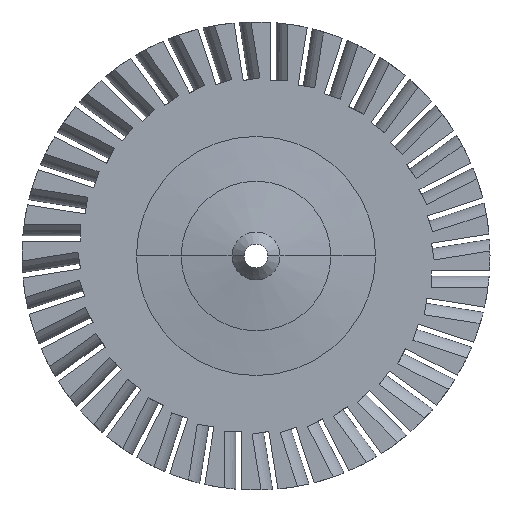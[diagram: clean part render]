
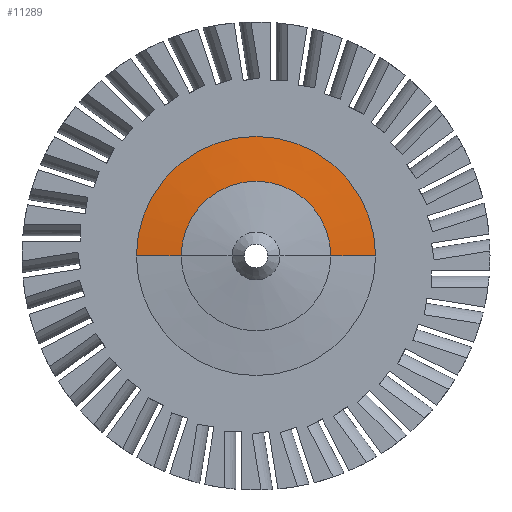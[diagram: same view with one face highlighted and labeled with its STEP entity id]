
A CAD part, front view. The second image highlights one B-rep face of the part: STEP entity #11289.
In plain terms, the highlighted conical face has half-angle 83.875 degrees and reference radius 31.75 mm.
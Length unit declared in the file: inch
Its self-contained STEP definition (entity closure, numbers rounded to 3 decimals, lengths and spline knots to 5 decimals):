
#287 = EDGE_CURVE ( 'NONE', #7276, #17376, #2011, .T. ) ;
#2011 = CIRCLE ( 'NONE', #19796, 2. ) ;
#2548 = CIRCLE ( 'NONE', #19633, 1.25 ) ;
#3661 = ORIENTED_EDGE ( 'NONE', *, *, #10192, .T. ) ;
#3861 = ORIENTED_EDGE ( 'NONE', *, *, #13878, .F. ) ;
#4418 = CARTESIAN_POINT ( 'NONE',  ( 1.25, -0.39298, 0. ) ) ;
#4602 = AXIS2_PLACEMENT_3D ( 'NONE', #14875, #16894, #20006 ) ;
#4630 = CARTESIAN_POINT ( 'NONE',  ( 0., -0.39298, 0. ) ) ;
#4907 = CARTESIAN_POINT ( 'NONE',  ( 2., -0.3125, 0. ) ) ;
#7276 = VERTEX_POINT ( 'NONE', #4907 ) ;
#8707 = VECTOR ( 'NONE', #11950, 39.37008 ) ;
#10192 = EDGE_CURVE ( 'NONE', #10930, #7276, #11664, .T. ) ;
#10271 = VECTOR ( 'NONE', #20256, 39.37008 ) ;
#10743 = CARTESIAN_POINT ( 'NONE',  ( -2., -0.3125, 0. ) ) ;
#10930 = VERTEX_POINT ( 'NONE', #4418 ) ;
#11289 = ADVANCED_FACE ( 'NONE', ( #11528 ), #11376, .T. ) ;
#11376 = CONICAL_SURFACE ( 'NONE', #4602, 1.25, 1.464 ) ;
#11441 = DIRECTION ( 'NONE',  ( 0., -1., 0. ) ) ;
#11528 = FACE_OUTER_BOUND ( 'NONE', #18432, .T. ) ;
#11664 = LINE ( 'NONE', #20594, #10271 ) ;
#11894 = ORIENTED_EDGE ( 'NONE', *, *, #17664, .F. ) ;
#11950 = DIRECTION ( 'NONE',  ( -0.994, 0.107, 0. ) ) ;
#12285 = LINE ( 'NONE', #19079, #8707 ) ;
#12999 = DIRECTION ( 'NONE',  ( 1., 0., 0. ) ) ;
#13878 = EDGE_CURVE ( 'NONE', #10930, #18190, #2548, .T. ) ;
#14520 = CARTESIAN_POINT ( 'NONE',  ( 0., -0.3125, 0. ) ) ;
#14875 = CARTESIAN_POINT ( 'NONE',  ( 0., -0.39298, 0. ) ) ;
#16266 = CARTESIAN_POINT ( 'NONE',  ( -1.25, -0.39298, 0. ) ) ;
#16422 = DIRECTION ( 'NONE',  ( 1., 0., 0. ) ) ;
#16894 = DIRECTION ( 'NONE',  ( 0., 1., 0. ) ) ;
#17376 = VERTEX_POINT ( 'NONE', #10743 ) ;
#17664 = EDGE_CURVE ( 'NONE', #18190, #17376, #12285, .T. ) ;
#18190 = VERTEX_POINT ( 'NONE', #16266 ) ;
#18432 = EDGE_LOOP ( 'NONE', ( #3861, #3661, #20951, #11894 ) ) ;
#19079 = CARTESIAN_POINT ( 'NONE',  ( -1.25, -0.39298, 0. ) ) ;
#19633 = AXIS2_PLACEMENT_3D ( 'NONE', #4630, #11441, #12999 ) ;
#19796 = AXIS2_PLACEMENT_3D ( 'NONE', #14520, #21437, #16422 ) ;
#20006 = DIRECTION ( 'NONE',  ( -1., 0., 0. ) ) ;
#20256 = DIRECTION ( 'NONE',  ( 0.994, 0.107, 0. ) ) ;
#20594 = CARTESIAN_POINT ( 'NONE',  ( 1.25, -0.39298, 0. ) ) ;
#20951 = ORIENTED_EDGE ( 'NONE', *, *, #287, .T. ) ;
#21437 = DIRECTION ( 'NONE',  ( 0., -1., 0. ) ) ;
